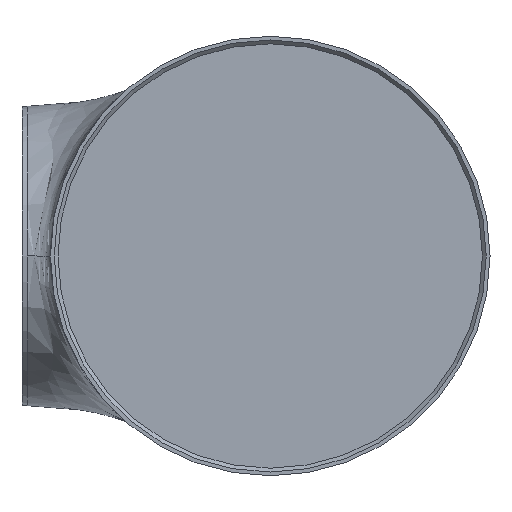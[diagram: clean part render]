
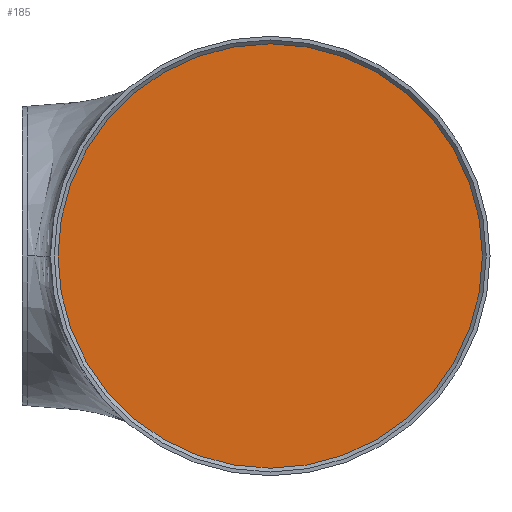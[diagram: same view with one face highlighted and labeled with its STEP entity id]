
A CAD part, front view. The second image highlights one B-rep face of the part: STEP entity #185.
In plain terms, the highlighted planar face has unit normal (0, -1, 0).
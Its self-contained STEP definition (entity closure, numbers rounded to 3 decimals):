
#17=PLANE('',#230);
#38=FACE_OUTER_BOUND('',#51,.T.);
#51=EDGE_LOOP('',(#169,#170));
#62=CIRCLE('',#207,56.);
#63=CIRCLE('',#208,56.);
#78=VERTEX_POINT('',#290);
#79=VERTEX_POINT('',#291);
#96=EDGE_CURVE('',#78,#79,#62,.T.);
#97=EDGE_CURVE('',#79,#78,#63,.T.);
#169=ORIENTED_EDGE('',*,*,#96,.T.);
#170=ORIENTED_EDGE('',*,*,#97,.T.);
#185=ADVANCED_FACE('',(#38),#17,.T.);
#207=AXIS2_PLACEMENT_3D('',#292,#235,#236);
#208=AXIS2_PLACEMENT_3D('',#293,#237,#238);
#230=AXIS2_PLACEMENT_3D('',#924,#286,#287);
#235=DIRECTION('center_axis',(0.,-1.,0.));
#236=DIRECTION('ref_axis',(0.,0.,-1.));
#237=DIRECTION('center_axis',(0.,-1.,0.));
#238=DIRECTION('ref_axis',(0.,0.,-1.));
#286=DIRECTION('center_axis',(0.,-1.,0.));
#287=DIRECTION('ref_axis',(0.,0.,-1.));
#290=CARTESIAN_POINT('',(0.,-51.05,-56.));
#291=CARTESIAN_POINT('',(0.,-51.05,56.));
#292=CARTESIAN_POINT('Origin',(0.,-51.05,0.));
#293=CARTESIAN_POINT('Origin',(0.,-51.05,0.));
#924=CARTESIAN_POINT('Origin',(0.,-51.05,0.));
